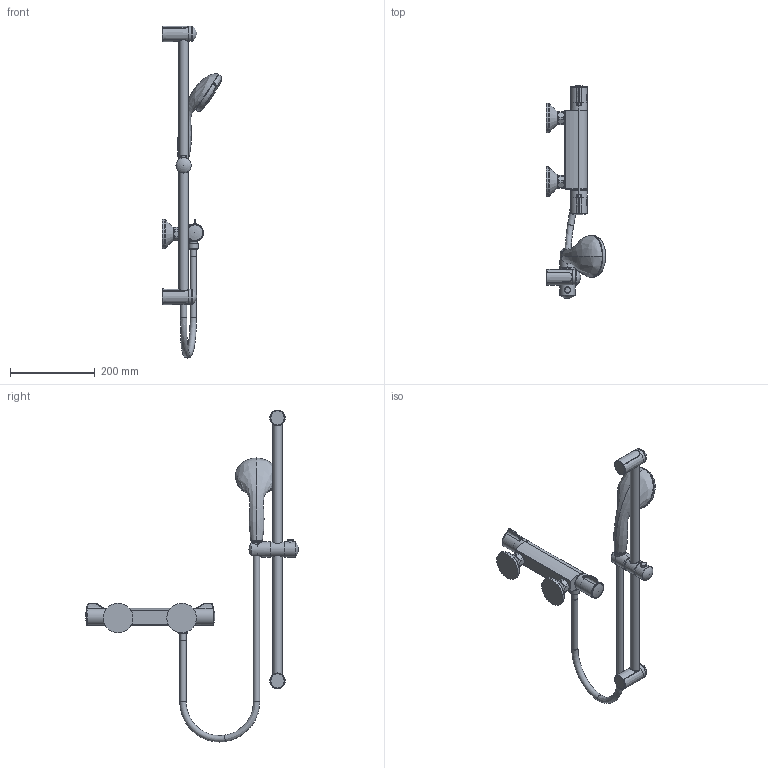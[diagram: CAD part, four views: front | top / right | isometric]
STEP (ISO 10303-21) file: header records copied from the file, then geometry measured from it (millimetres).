
FILE_DESCRIPTION(/* description */ ('Unknown'),/* implementation_level */ '2;1');
FILE_NAME(/* name */ '34565000',/* time_stamp */ '2022-09-06T09:40:40+02:00',/* author */ ('Unknown'),/* organization */ ('GROHE AG'),/* preprocessor_version */ 'ST-DEVELOPER v16.7',/* originating_system */ 'DEX',/* authorisation */ $);
FILE_SCHEMA (('AUTOMOTIVE_DESIGN {1 0 10303 214 3 1 1}'));
Length unit declared in the file: millimetre
Products named in the file (6): 34565000; id11; 65507038_GEH_THM_BR__SHOWER_01183804; DF_REVOL; Housing; trim_sur
Assembly tree (5 placements, depth 2):
  34565000
    id11
    65507038_GEH_THM_BR__SHOWER_01183804
    DF_REVOL
    Housing
    trim_sur
Bounding box: 140.54 x 502.39 x 782.96 mm (x, y, z)
Volume: 222142.5 mm3; surface area: 295579.3 mm2
Topology: 4 solids, 33 shells, 277 faces, 1154 edges, 883 vertices
Faces by surface type: bspline 81, cylinder 71, plane 64, torus 42, cone 14, sphere 5
Full cylindrical faces by diameter (mm): 14.998 x3, 18 x1, 19.9 x1, 21.8 x1, 23 x2, 27 x2, 34.027 x2, 34.735 x1, 35.8 x2, 36 x3, 36.57 x4, 37.882 x1, 70 x2, 89.4 x1
Entity records: 25156 total; most frequent: CARTESIAN_POINT 16625, ORIENTED_EDGE 1463, DIRECTION 1055, EDGE_CURVE 1007, VERTEX_POINT 835, B_SPLINE_CURVE_WITH_KNOTS 620, AXIS2_PLACEMENT_3D 466, FACE_BOUND 396
